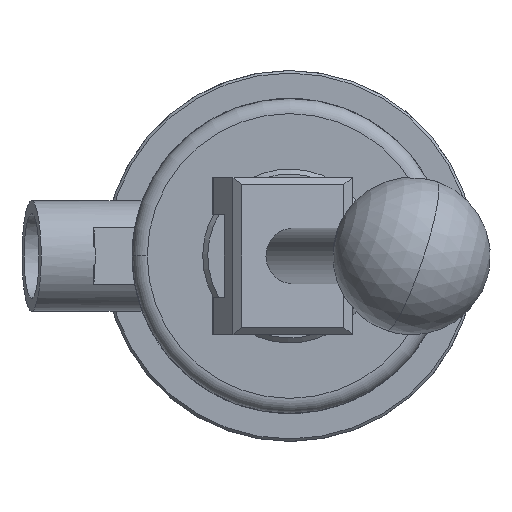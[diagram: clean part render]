
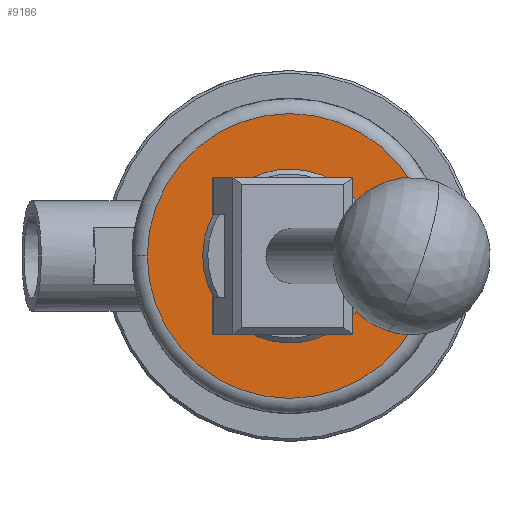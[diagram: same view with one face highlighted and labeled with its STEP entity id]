
A CAD part, front view. The second image highlights one B-rep face of the part: STEP entity #9186.
In plain terms, the highlighted planar face has unit normal (0, -1, 0).
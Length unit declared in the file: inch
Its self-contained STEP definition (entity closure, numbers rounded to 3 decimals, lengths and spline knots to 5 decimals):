
#969 = EDGE_LOOP ( 'NONE', ( #7505, #2097 ) ) ;
#2097 = ORIENTED_EDGE ( 'NONE', *, *, #19270, .F. ) ;
#2960 = AXIS2_PLACEMENT_3D ( 'NONE', #7515, #9445, #11207 ) ;
#3323 = EDGE_CURVE ( 'NONE', #14511, #13529, #19234, .T. ) ;
#3564 = VERTEX_POINT ( 'NONE', #18510 ) ;
#4166 = FACE_BOUND ( 'NONE', #969, .T. ) ;
#5665 = CARTESIAN_POINT ( 'NONE',  ( 0.348, 0., 0. ) ) ;
#5766 = FACE_OUTER_BOUND ( 'NONE', #14615, .T. ) ;
#6058 = DIRECTION ( 'NONE',  ( 0., -1., 0. ) ) ;
#6725 = VERTEX_POINT ( 'NONE', #19623 ) ;
#7505 = ORIENTED_EDGE ( 'NONE', *, *, #3323, .F. ) ;
#7515 = CARTESIAN_POINT ( 'NONE',  ( 0., 0., 0. ) ) ;
#8839 = ORIENTED_EDGE ( 'NONE', *, *, #20228, .T. ) ;
#9186 = ADVANCED_FACE ( 'NONE', ( #5766, #4166 ), #10654, .T. ) ;
#9445 = DIRECTION ( 'NONE',  ( 0., -1., 0. ) ) ;
#9578 = EDGE_CURVE ( 'NONE', #6725, #3564, #16931, .T. ) ;
#9917 = AXIS2_PLACEMENT_3D ( 'NONE', #10249, #13531, #13853 ) ;
#10249 = CARTESIAN_POINT ( 'NONE',  ( 0., 0., 0. ) ) ;
#10313 = AXIS2_PLACEMENT_3D ( 'NONE', #11054, #6058, #20583 ) ;
#10654 = PLANE ( 'NONE',  #12494 ) ;
#11054 = CARTESIAN_POINT ( 'NONE',  ( 0., 0., 0. ) ) ;
#11207 = DIRECTION ( 'NONE',  ( 1., 0., 0. ) ) ;
#12494 = AXIS2_PLACEMENT_3D ( 'NONE', #20481, #17648, #14270 ) ;
#12506 = AXIS2_PLACEMENT_3D ( 'NONE', #13046, #19389, #19699 ) ;
#13046 = CARTESIAN_POINT ( 'NONE',  ( 0., 0., 0. ) ) ;
#13529 = VERTEX_POINT ( 'NONE', #15654 ) ;
#13531 = DIRECTION ( 'NONE',  ( 0., -1., 0. ) ) ;
#13853 = DIRECTION ( 'NONE',  ( 1., 0., 0. ) ) ;
#14270 = DIRECTION ( 'NONE',  ( 1., 0., 0. ) ) ;
#14511 = VERTEX_POINT ( 'NONE', #5665 ) ;
#14615 = EDGE_LOOP ( 'NONE', ( #15996, #8839 ) ) ;
#15654 = CARTESIAN_POINT ( 'NONE',  ( -0.348, 0., 0. ) ) ;
#15996 = ORIENTED_EDGE ( 'NONE', *, *, #9578, .T. ) ;
#16931 = CIRCLE ( 'NONE', #12506, 1.13 ) ;
#17040 = CIRCLE ( 'NONE', #9917, 0.348 ) ;
#17648 = DIRECTION ( 'NONE',  ( 0., -1., 0. ) ) ;
#18089 = CIRCLE ( 'NONE', #10313, 1.13 ) ;
#18510 = CARTESIAN_POINT ( 'NONE',  ( -1.13, 0., 0. ) ) ;
#19234 = CIRCLE ( 'NONE', #2960, 0.348 ) ;
#19270 = EDGE_CURVE ( 'NONE', #13529, #14511, #17040, .T. ) ;
#19389 = DIRECTION ( 'NONE',  ( 0., -1., 0. ) ) ;
#19623 = CARTESIAN_POINT ( 'NONE',  ( 1.13, 0., 0. ) ) ;
#19699 = DIRECTION ( 'NONE',  ( 1., 0., 0. ) ) ;
#20228 = EDGE_CURVE ( 'NONE', #3564, #6725, #18089, .T. ) ;
#20481 = CARTESIAN_POINT ( 'NONE',  ( 0., 0., -0.348 ) ) ;
#20583 = DIRECTION ( 'NONE',  ( 1., 0., 0. ) ) ;
